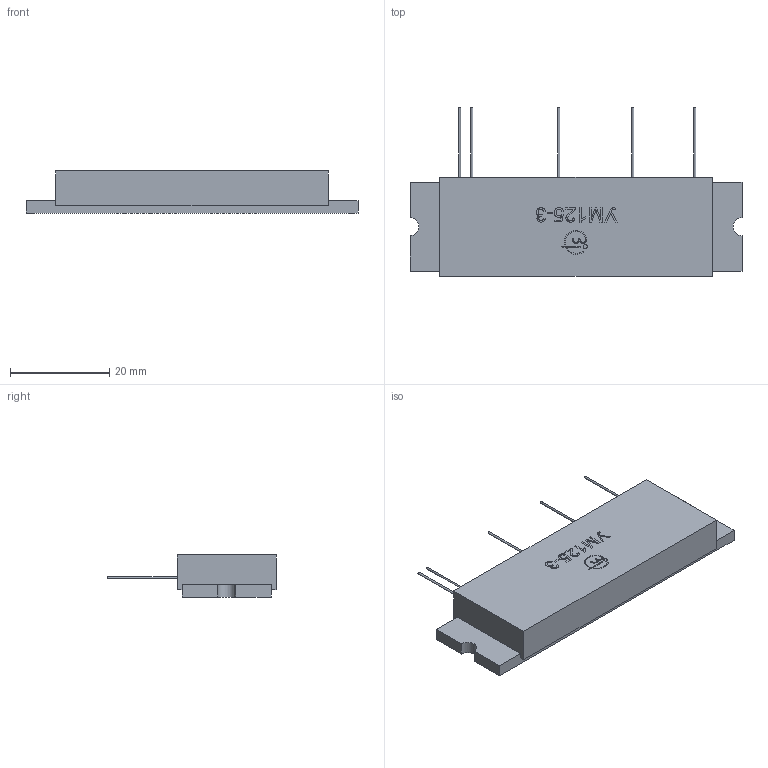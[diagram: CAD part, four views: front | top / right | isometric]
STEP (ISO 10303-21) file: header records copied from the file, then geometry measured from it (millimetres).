
FILE_DESCRIPTION(('STEP AP242'), '1');
FILE_NAME('Êîðïóñ Ê-2', '', ('UNSPECIFIED'), ('UNSPECIFIED'), 'C3D Converter', 'C3D Toolkit', '');
FILE_SCHEMA(('AP242_MANAGED_MODEL_BASED_3D_ENGINEERING_MIM_LF { 1 0 10303 442 1 1 4 }'));
Length unit declared in the file: millimetre
Bounding box: 67 x 34 x 8.5 mm (x, y, z)
Volume: 9708.3 mm3; surface area: 4039 mm2
Topology: 1 solids, 1 shells, 178 faces, 486 edges, 324 vertices
Faces by surface type: plane 84, extrusion 72, cylinder 22
Full cylindrical faces by diameter (mm): 0.4 x5, 0.8 x1
Entity records: 7127 total; most frequent: CARTESIAN_POINT 1415, ORIENTED_EDGE 960, DIRECTION 666, EDGE_CURVE 480, VECTOR 364, VERTEX_POINT 324, LINE 292, B_SPLINE_CURVE_WITH_KNOTS 216
